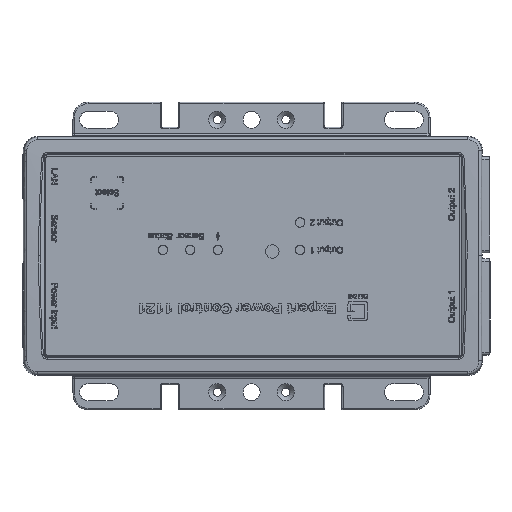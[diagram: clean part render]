
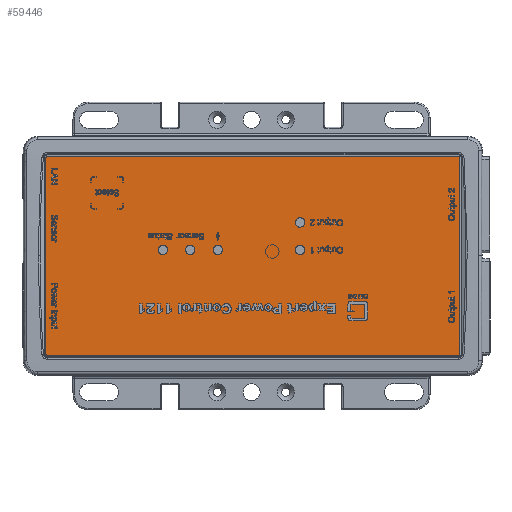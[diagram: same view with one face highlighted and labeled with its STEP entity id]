
A CAD part, top view. The second image highlights one B-rep face of the part: STEP entity #59446.
In plain terms, the highlighted planar face has unit normal (0, 0, 1).
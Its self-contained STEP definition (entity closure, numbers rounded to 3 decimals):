
#5571=(
BOUNDED_CURVE()
B_SPLINE_CURVE(3,(#76767,#76768,#76769,#76770),.UNSPECIFIED.,.F.,.F.)
B_SPLINE_CURVE_WITH_KNOTS((4,4),(0.,1.),.UNSPECIFIED.)
CURVE()
GEOMETRIC_REPRESENTATION_ITEM()
RATIONAL_B_SPLINE_CURVE((1.,1.,1.,1.))
REPRESENTATION_ITEM('')
);
#5573=(
BOUNDED_CURVE()
B_SPLINE_CURVE(3,(#76792,#76793,#76794,#76795),.UNSPECIFIED.,.F.,.F.)
B_SPLINE_CURVE_WITH_KNOTS((4,4),(0.,1.),.UNSPECIFIED.)
CURVE()
GEOMETRIC_REPRESENTATION_ITEM()
RATIONAL_B_SPLINE_CURVE((1.,1.,1.,1.))
REPRESENTATION_ITEM('')
);
#5575=(
BOUNDED_CURVE()
B_SPLINE_CURVE(3,(#76817,#76818,#76819,#76820),.UNSPECIFIED.,.F.,.F.)
B_SPLINE_CURVE_WITH_KNOTS((4,4),(0.,1.),.UNSPECIFIED.)
CURVE()
GEOMETRIC_REPRESENTATION_ITEM()
RATIONAL_B_SPLINE_CURVE((1.,1.,1.,1.))
REPRESENTATION_ITEM('')
);
#5577=(
BOUNDED_CURVE()
B_SPLINE_CURVE(3,(#76840,#76841,#76842,#76843),.UNSPECIFIED.,.F.,.F.)
B_SPLINE_CURVE_WITH_KNOTS((4,4),(0.,1.),.UNSPECIFIED.)
CURVE()
GEOMETRIC_REPRESENTATION_ITEM()
RATIONAL_B_SPLINE_CURVE((1.,1.,1.,1.))
REPRESENTATION_ITEM('')
);
#5665=FACE_OUTER_BOUND('',#9125,.T.);
#9125=EDGE_LOOP('',(#39411,#39412,#39413,#39414,#39415,#39416,#39417,#39418));
#12724=LINE('',#76751,#18473);
#12728=LINE('',#76776,#18477);
#12732=LINE('',#76801,#18481);
#12736=LINE('',#76826,#18485);
#18473=VECTOR('',#65828,10.);
#18477=VECTOR('',#65834,10.);
#18481=VECTOR('',#65840,10.);
#18485=VECTOR('',#65846,10.);
#24222=VERTEX_POINT('',#76748);
#24223=VERTEX_POINT('',#76750);
#24225=VERTEX_POINT('',#76766);
#24227=VERTEX_POINT('',#76775);
#24229=VERTEX_POINT('',#76791);
#24231=VERTEX_POINT('',#76800);
#24233=VERTEX_POINT('',#76816);
#24235=VERTEX_POINT('',#76825);
#30236=EDGE_CURVE('',#24223,#24222,#12724,.T.);
#30239=EDGE_CURVE('',#24225,#24223,#5571,.T.);
#30242=EDGE_CURVE('',#24227,#24225,#12728,.T.);
#30245=EDGE_CURVE('',#24229,#24227,#5573,.T.);
#30248=EDGE_CURVE('',#24231,#24229,#12732,.T.);
#30251=EDGE_CURVE('',#24233,#24231,#5575,.T.);
#30254=EDGE_CURVE('',#24235,#24233,#12736,.T.);
#30257=EDGE_CURVE('',#24222,#24235,#5577,.T.);
#39411=ORIENTED_EDGE('',*,*,#30257,.T.);
#39412=ORIENTED_EDGE('',*,*,#30254,.T.);
#39413=ORIENTED_EDGE('',*,*,#30251,.T.);
#39414=ORIENTED_EDGE('',*,*,#30248,.T.);
#39415=ORIENTED_EDGE('',*,*,#30245,.T.);
#39416=ORIENTED_EDGE('',*,*,#30242,.T.);
#39417=ORIENTED_EDGE('',*,*,#30239,.T.);
#39418=ORIENTED_EDGE('',*,*,#30236,.T.);
#57673=PLANE('',#63238);
#59446=ADVANCED_FACE('',(#5665),#57673,.T.);
#63238=AXIS2_PLACEMENT_3D('',#76844,#65848,#65849);
#65828=DIRECTION('',(1.,0.,0.));
#65834=DIRECTION('',(0.,-1.,0.));
#65840=DIRECTION('',(-1.,0.,0.));
#65846=DIRECTION('',(0.,1.,0.));
#65848=DIRECTION('center_axis',(0.,0.,1.));
#65849=DIRECTION('ref_axis',(1.,0.,0.));
#76748=CARTESIAN_POINT('',(150.343,-72.54,0.1));
#76750=CARTESIAN_POINT('',(0.542,-72.54,0.1));
#76751=CARTESIAN_POINT('',(150.343,-72.54,0.1));
#76766=CARTESIAN_POINT('',(0.042,-72.04,0.1));
#76767=CARTESIAN_POINT('Ctrl Pts',(0.042,-72.04,
0.1));
#76768=CARTESIAN_POINT('Ctrl Pts',(0.042,-72.302,
0.1));
#76769=CARTESIAN_POINT('Ctrl Pts',(0.28,-72.54,
0.1));
#76770=CARTESIAN_POINT('Ctrl Pts',(0.542,-72.54,
0.1));
#76775=CARTESIAN_POINT('',(0.042,-0.54,0.1));
#76776=CARTESIAN_POINT('',(0.042,-72.04,0.1));
#76791=CARTESIAN_POINT('',(0.542,-0.04,0.1));
#76792=CARTESIAN_POINT('Ctrl Pts',(0.542,-0.04,
0.1));
#76793=CARTESIAN_POINT('Ctrl Pts',(0.28,-0.04,
0.1));
#76794=CARTESIAN_POINT('Ctrl Pts',(0.042,-0.278,
0.1));
#76795=CARTESIAN_POINT('Ctrl Pts',(0.042,-0.54,
0.1));
#76800=CARTESIAN_POINT('',(150.343,-0.04,0.1));
#76801=CARTESIAN_POINT('',(0.542,-0.04,0.1));
#76816=CARTESIAN_POINT('',(150.843,-0.54,0.1));
#76817=CARTESIAN_POINT('Ctrl Pts',(150.843,-0.54,
0.1));
#76818=CARTESIAN_POINT('Ctrl Pts',(150.843,-0.278,
0.1));
#76819=CARTESIAN_POINT('Ctrl Pts',(150.605,-0.04,
0.1));
#76820=CARTESIAN_POINT('Ctrl Pts',(150.343,-0.04,
0.1));
#76825=CARTESIAN_POINT('',(150.842,-72.04,0.1));
#76826=CARTESIAN_POINT('',(150.843,-0.54,0.1));
#76840=CARTESIAN_POINT('Ctrl Pts',(150.343,-72.54,0.1));
#76841=CARTESIAN_POINT('Ctrl Pts',(150.604,-72.54,0.1));
#76842=CARTESIAN_POINT('Ctrl Pts',(150.842,-72.302,0.1));
#76843=CARTESIAN_POINT('Ctrl Pts',(150.842,-72.04,0.1));
#76844=CARTESIAN_POINT('Origin',(75.442,-36.29,0.1));
